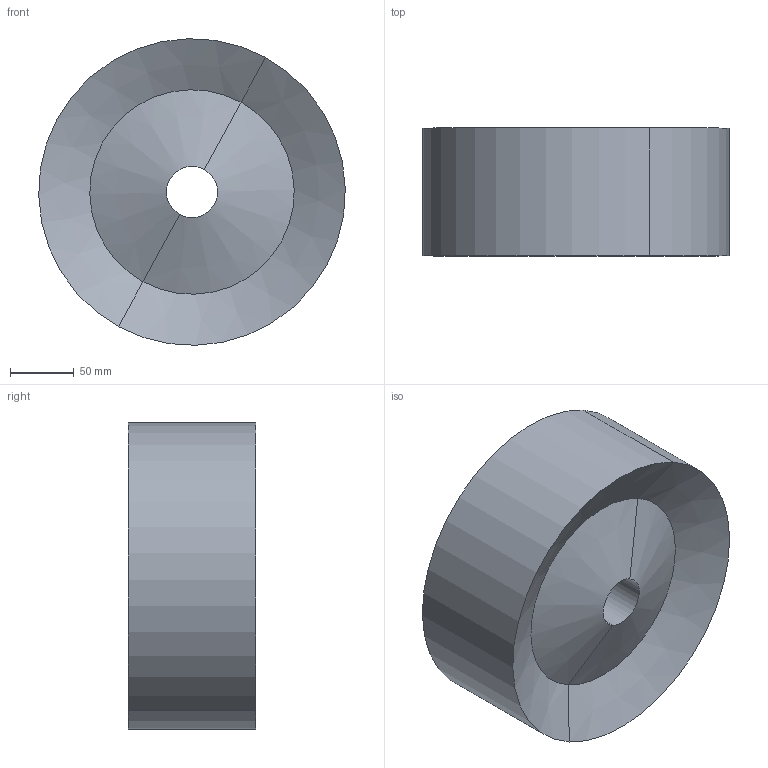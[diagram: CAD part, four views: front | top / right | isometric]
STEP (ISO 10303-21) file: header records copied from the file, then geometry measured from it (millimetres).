
FILE_DESCRIPTION(('CATIA V5 STEP'),'2;1');
FILE_NAME('01.stp','2015-02-21T00:32:53+00:00',('none'),('none'),'CATIA Version 5 Release 19 GA (IN-10)','CATIA V5 STEP AP203','none');
FILE_SCHEMA(('CONFIG_CONTROL_DESIGN'));
Length unit declared in the file: millimetre
Products named in the file (1): Part2
Bounding box: 239.93 x 100 x 239.93 mm (x, y, z)
Volume: 3321710.6 mm3; surface area: 239981.3 mm2
Topology: 1 solids, 1 shells, 27 faces, 54 edges, 30 vertices
Faces by surface type: cylinder 12, cone 12, plane 3
Entity records: 640 total; most frequent: ORIENTED_EDGE 108, CARTESIAN_POINT 98, DIRECTION 80, EDGE_CURVE 54, AXIS2_PLACEMENT_3D 44, CIRCLE 30, EDGE_LOOP 30, VERTEX_POINT 30
